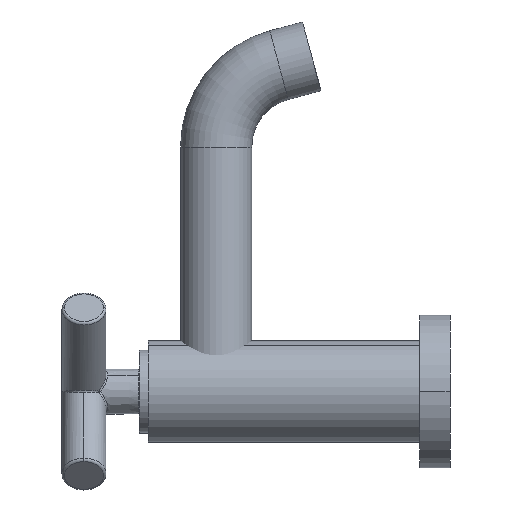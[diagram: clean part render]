
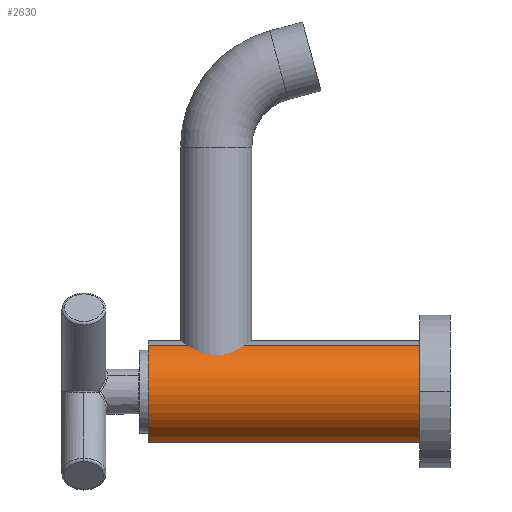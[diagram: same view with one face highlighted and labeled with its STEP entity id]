
A CAD part, left-side view. The second image highlights one B-rep face of the part: STEP entity #2630.
In plain terms, the highlighted cylindrical face has radius 15 mm (diameter 30 mm), a partial arc.
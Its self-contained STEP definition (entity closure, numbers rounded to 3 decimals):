
#86 = CARTESIAN_POINT ( 'NONE',  ( 0., -80., -15. ) ) ;
#127 = ORIENTED_EDGE ( 'NONE', *, *, #843, .T. ) ;
#156 = AXIS2_PLACEMENT_3D ( 'NONE', #1890, #603, #2109 ) ;
#208 = CIRCLE ( 'NONE', #2468, 15. ) ;
#266 = VERTEX_POINT ( 'NONE', #824 ) ;
#329 = CARTESIAN_POINT ( 'NONE',  ( 0., -80., 0. ) ) ;
#401 = LINE ( 'NONE', #86, #1034 ) ;
#467 = VECTOR ( 'NONE', #1176, 1000. ) ;
#490 = EDGE_LOOP ( 'NONE', ( #2708, #127, #2048, #769 ) ) ;
#589 = CARTESIAN_POINT ( 'NONE',  ( 0., -80., 0. ) ) ;
#603 = DIRECTION ( 'NONE',  ( 0., 1., 0. ) ) ;
#668 = CARTESIAN_POINT ( 'NONE',  ( 0., -80., 15. ) ) ;
#738 = DIRECTION ( 'NONE',  ( 0., 1., 0. ) ) ;
#769 = ORIENTED_EDGE ( 'NONE', *, *, #1841, .F. ) ;
#806 = DIRECTION ( 'NONE',  ( 0., 0., 1. ) ) ;
#824 = CARTESIAN_POINT ( 'NONE',  ( 0., 0., -15. ) ) ;
#843 = EDGE_CURVE ( 'NONE', #1569, #1344, #208, .T. ) ;
#852 = CARTESIAN_POINT ( 'NONE',  ( 0., -80., -15. ) ) ;
#959 = CYLINDRICAL_SURFACE ( 'NONE', #2323, 15. ) ;
#960 = DIRECTION ( 'NONE',  ( 0., 1., 0. ) ) ;
#1034 = VECTOR ( 'NONE', #738, 1000. ) ;
#1043 = CARTESIAN_POINT ( 'NONE',  ( 0., 0., 15. ) ) ;
#1176 = DIRECTION ( 'NONE',  ( 0., 1., 0. ) ) ;
#1182 = CIRCLE ( 'NONE', #156, 15. ) ;
#1344 = VERTEX_POINT ( 'NONE', #668 ) ;
#1569 = VERTEX_POINT ( 'NONE', #852 ) ;
#1824 = DIRECTION ( 'NONE',  ( 0., 0., 1. ) ) ;
#1841 = EDGE_CURVE ( 'NONE', #266, #1918, #1182, .T. ) ;
#1890 = CARTESIAN_POINT ( 'NONE',  ( 0., 0., 0. ) ) ;
#1918 = VERTEX_POINT ( 'NONE', #1043 ) ;
#2048 = ORIENTED_EDGE ( 'NONE', *, *, #2625, .T. ) ;
#2096 = DIRECTION ( 'NONE',  ( 0., 1., 0. ) ) ;
#2109 = DIRECTION ( 'NONE',  ( 0., 0., 1. ) ) ;
#2111 = FACE_OUTER_BOUND ( 'NONE', #490, .T. ) ;
#2310 = LINE ( 'NONE', #2469, #467 ) ;
#2323 = AXIS2_PLACEMENT_3D ( 'NONE', #329, #960, #1824 ) ;
#2468 = AXIS2_PLACEMENT_3D ( 'NONE', #589, #2096, #806 ) ;
#2469 = CARTESIAN_POINT ( 'NONE',  ( 0., -80., 15. ) ) ;
#2625 = EDGE_CURVE ( 'NONE', #1344, #1918, #2310, .T. ) ;
#2630 = ADVANCED_FACE ( 'NONE', ( #2111 ), #959, .T. ) ;
#2677 = EDGE_CURVE ( 'NONE', #1569, #266, #401, .T. ) ;
#2708 = ORIENTED_EDGE ( 'NONE', *, *, #2677, .F. ) ;
